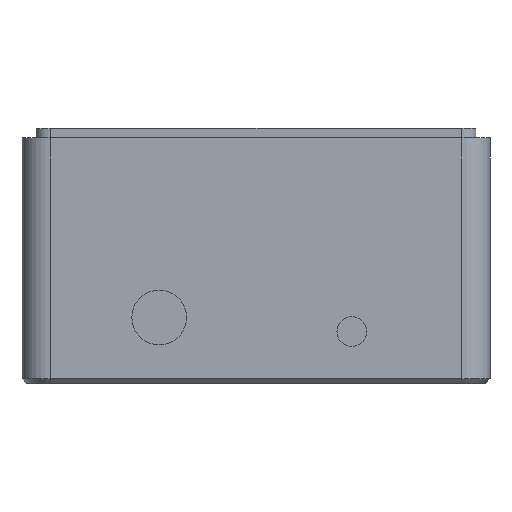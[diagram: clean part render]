
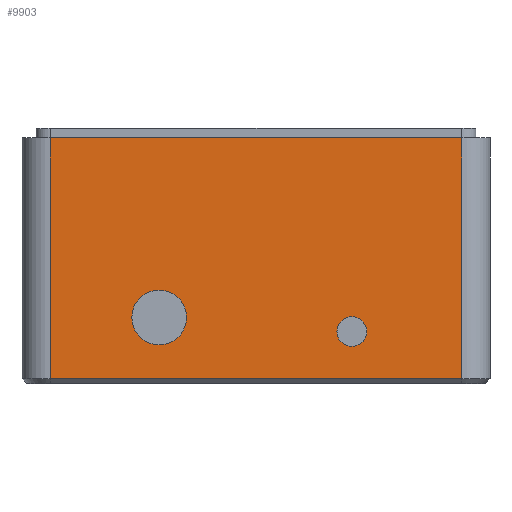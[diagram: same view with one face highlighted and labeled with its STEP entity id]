
A CAD part, left-side view. The second image highlights one B-rep face of the part: STEP entity #9903.
In plain terms, the highlighted planar face has unit normal (-1, 0, 0).
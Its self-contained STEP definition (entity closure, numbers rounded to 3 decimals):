
#777=FACE_BOUND('',#2135,.T.);
#778=FACE_BOUND('',#2136,.T.);
#1018=PLANE('',#10298);
#1536=FACE_OUTER_BOUND('',#2134,.T.);
#2134=EDGE_LOOP('',(#9176,#9177,#9178,#9179));
#2135=EDGE_LOOP('',(#9180));
#2136=EDGE_LOOP('',(#9181));
#3014=LINE('',#18596,#3922);
#3023=LINE('',#18626,#3931);
#3025=LINE('',#18632,#3933);
#3026=LINE('',#18633,#3934);
#3922=VECTOR('',#11843,10.);
#3931=VECTOR('',#11876,10.);
#3933=VECTOR('',#11882,10.);
#3934=VECTOR('',#11883,10.);
#4040=CIRCLE('',#10252,3.15);
#4042=CIRCLE('',#10255,5.8);
#4954=VERTEX_POINT('',#18498);
#4956=VERTEX_POINT('',#18504);
#4983=VERTEX_POINT('',#18586);
#4985=VERTEX_POINT('',#18592);
#4995=VERTEX_POINT('',#18625);
#4997=VERTEX_POINT('',#18631);
#6336=EDGE_CURVE('',#4954,#4954,#4040,.T.);
#6339=EDGE_CURVE('',#4956,#4956,#4042,.T.);
#6384=EDGE_CURVE('',#4983,#4985,#3014,.T.);
#6399=EDGE_CURVE('',#4995,#4985,#3023,.T.);
#6402=EDGE_CURVE('',#4997,#4983,#3025,.T.);
#6403=EDGE_CURVE('',#4997,#4995,#3026,.T.);
#9176=ORIENTED_EDGE('',*,*,#6384,.F.);
#9177=ORIENTED_EDGE('',*,*,#6402,.F.);
#9178=ORIENTED_EDGE('',*,*,#6403,.T.);
#9179=ORIENTED_EDGE('',*,*,#6399,.T.);
#9180=ORIENTED_EDGE('',*,*,#6336,.T.);
#9181=ORIENTED_EDGE('',*,*,#6339,.T.);
#9903=ADVANCED_FACE('',(#1536,#777,#778),#1018,.T.);
#10252=AXIS2_PLACEMENT_3D('',#18499,#11745,#11746);
#10255=AXIS2_PLACEMENT_3D('',#18505,#11752,#11753);
#10298=AXIS2_PLACEMENT_3D('',#18630,#11880,#11881);
#11745=DIRECTION('center_axis',(1.,0.,0.));
#11746=DIRECTION('ref_axis',(0.,-1.,0.));
#11752=DIRECTION('center_axis',(1.,0.,0.));
#11753=DIRECTION('ref_axis',(0.,-1.,0.));
#11843=DIRECTION('',(0.,1.,0.));
#11876=DIRECTION('',(0.,0.,-1.));
#11880=DIRECTION('center_axis',(-1.,0.,0.));
#11881=DIRECTION('ref_axis',(0.,1.,0.));
#11882=DIRECTION('',(0.,0.,-1.));
#11883=DIRECTION('',(0.,1.,0.));
#18498=CARTESIAN_POINT('',(-3.,-63.687,-43.));
#18499=CARTESIAN_POINT('Origin',(-3.,-66.837,-43.));
#18504=CARTESIAN_POINT('',(-3.,-20.248,-40.));
#18505=CARTESIAN_POINT('Origin',(-3.,-26.048,-40.));
#18586=CARTESIAN_POINT('',(-3.,-90.094,-53.));
#18592=CARTESIAN_POINT('',(-3.,-3.,-53.));
#18596=CARTESIAN_POINT('',(-3.,-68.32,-53.));
#18625=CARTESIAN_POINT('',(-3.,-3.,-2.));
#18626=CARTESIAN_POINT('',(-3.,-3.,-2.));
#18630=CARTESIAN_POINT('Origin',(-3.,-90.094,-2.));
#18631=CARTESIAN_POINT('',(-3.,-90.094,-2.));
#18632=CARTESIAN_POINT('',(-3.,-90.094,-2.));
#18633=CARTESIAN_POINT('',(-3.,-90.094,-2.));
